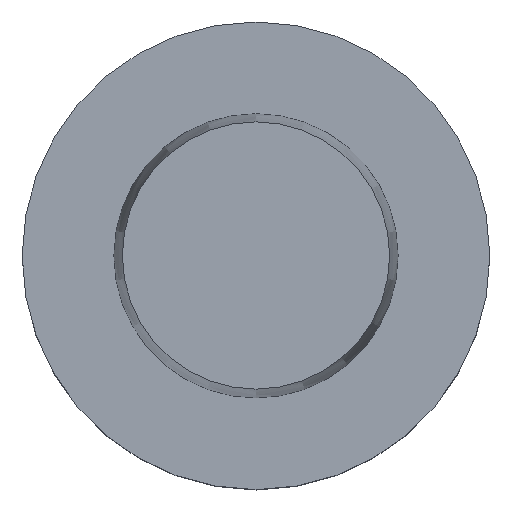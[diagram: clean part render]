
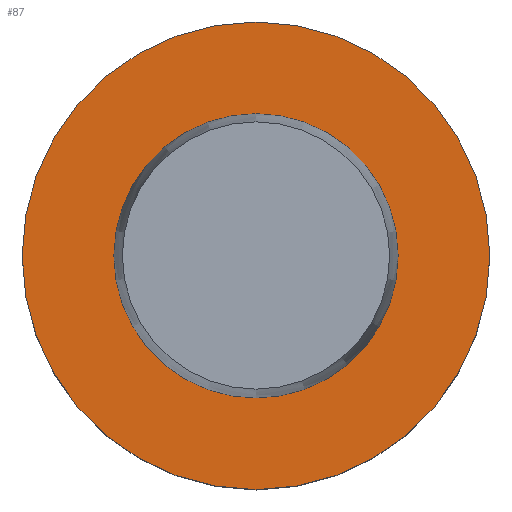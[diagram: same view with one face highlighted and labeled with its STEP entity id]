
A CAD part, top view. The second image highlights one B-rep face of the part: STEP entity #87.
In plain terms, the highlighted planar face has unit normal (0, 0, 1).
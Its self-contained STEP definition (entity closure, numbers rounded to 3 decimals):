
#87=ADVANCED_FACE('',(#132,#133),#134,.T.);
#132=FACE_OUTER_BOUND('',#193,.T.);
#133=FACE_BOUND('',#194,.T.);
#134=PLANE('',#195);
#193=EDGE_LOOP('',(#278));
#194=EDGE_LOOP('',(#279));
#195=AXIS2_PLACEMENT_3D('',#280,#281,#282);
#278=ORIENTED_EDGE('',*,*,#335,.F.);
#279=ORIENTED_EDGE('',*,*,#333,.T.);
#280=CARTESIAN_POINT('',(0.,25.325,0.));
#281=DIRECTION('',(0.,0.,1.0));
#282=DIRECTION('',(0.,-1.0,0.));
#333=EDGE_CURVE('',#364,#364,#365,.T.);
#335=EDGE_CURVE('',#368,#368,#369,.T.);
#364=VERTEX_POINT('',#404);
#365=CIRCLE('',#405,19.15);
#368=VERTEX_POINT('',#408);
#369=CIRCLE('',#409,31.5);
#404=CARTESIAN_POINT('',(0.,19.15,0.));
#405=AXIS2_PLACEMENT_3D('',#455,#456,#457);
#408=CARTESIAN_POINT('',(0.,31.5,0.));
#409=AXIS2_PLACEMENT_3D('',#461,#462,#463);
#455=CARTESIAN_POINT('',(0.0,0.0,0.0));
#456=DIRECTION('',(0.,0.,-1.0));
#457=DIRECTION('',(0.,1.0,0.));
#461=CARTESIAN_POINT('',(0.0,0.0,0.0));
#462=DIRECTION('',(0.,0.,-1.0));
#463=DIRECTION('',(0.,1.0,0.));
